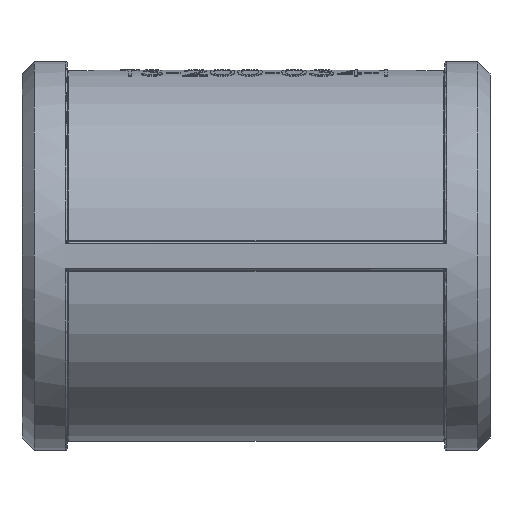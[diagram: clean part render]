
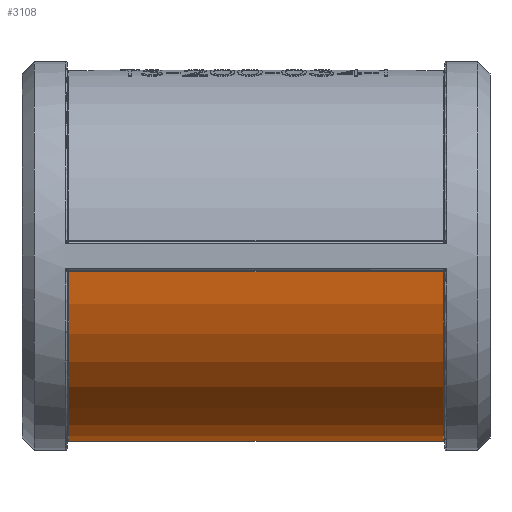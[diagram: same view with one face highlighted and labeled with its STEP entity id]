
A CAD part, front view. The second image highlights one B-rep face of the part: STEP entity #3108.
In plain terms, the highlighted cylindrical face has radius 33 mm (diameter 66 mm), a partial arc.
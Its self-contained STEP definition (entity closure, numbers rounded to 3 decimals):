
#2588 = EDGE_LOOP ( 'NONE', ( #24021, #24009, #24014, #23989, #23990, #24003, #24019 ) ) ;
#3108 = ADVANCED_FACE ( 'NONE', ( #18792 ), #18770, .T. ) ;
#4138 = CARTESIAN_POINT ( 'NONE',  ( 0., 27.924, -17.586 ) ) ;
#4284 = CARTESIAN_POINT ( 'NONE',  ( -2.786, 27.924, -17.586 ) ) ;
#4302 = CARTESIAN_POINT ( 'NONE',  ( -19.777, 32.783, -3.965 ) ) ;
#4330 = CARTESIAN_POINT ( 'NONE',  ( -8.321, 28.607, -16.554 ) ) ;
#4359 = CARTESIAN_POINT ( 'NONE',  ( -18.697, 32.29, -7.466 ) ) ;
#4381 = CARTESIAN_POINT ( 'NONE',  ( -15.002, 30.716, -12.486 ) ) ;
#4389 = CARTESIAN_POINT ( 'NONE',  ( -19.996, 32.883, -2.775 ) ) ;
#4394 = CARTESIAN_POINT ( 'NONE',  ( 19.558, 32.682, -5.155 ) ) ;
#4406 = CARTESIAN_POINT ( 'NONE',  ( 0., 32.883, -2.775 ) ) ;
#4419 = CARTESIAN_POINT ( 'NONE',  ( 19.996, 32.883, -2.775 ) ) ;
#4428 = DIRECTION ( 'NONE',  ( -1., 0., 0. ) ) ;
#4431 = LINE ( 'NONE', #4433, #18522 ) ;
#4433 = CARTESIAN_POINT ( 'NONE',  ( 0., -32.883, -2.775 ) ) ;
#4456 = LINE ( 'NONE', #4406, #18546 ) ;
#4459 = DIRECTION ( 'NONE',  ( 1., 0., 0. ) ) ;
#4502 = CARTESIAN_POINT ( 'NONE',  ( 1.393, 27.924, -17.586 ) ) ;
#4507 = CARTESIAN_POINT ( 'NONE',  ( 17.541, 31.757, -9.691 ) ) ;
#4509 = CARTESIAN_POINT ( 'NONE',  ( 0., 32.883, -2.775 ) ) ;
#4513 = CARTESIAN_POINT ( 'NONE',  ( 5.58, 28.164, -17.207 ) ) ;
#4519 = DIRECTION ( 'NONE',  ( -1., 0., 0. ) ) ;
#4530 = CARTESIAN_POINT ( 'NONE',  ( 11.909, 29.612, -14.792 ) ) ;
#4532 = LINE ( 'NONE', #4509, #18529 ) ;
#4537 = CARTESIAN_POINT ( 'NONE',  ( 0., 27.924, -17.586 ) ) ;
#4547 = CARTESIAN_POINT ( 'NONE',  ( -33.2, 0., 0. ) ) ;
#4549 = DIRECTION ( 'NONE',  ( -1., 0., 0. ) ) ;
#4564 = DIRECTION ( 'NONE',  ( 0., 0., -1. ) ) ;
#4571 = CARTESIAN_POINT ( 'NONE',  ( 33.2, 0., 0. ) ) ;
#4573 = DIRECTION ( 'NONE',  ( 0., 0., -1. ) ) ;
#4576 = DIRECTION ( 'NONE',  ( 1., 0., 0. ) ) ;
#8452 = CARTESIAN_POINT ( 'NONE',  ( -33.2, 32.883, -2.775 ) ) ;
#8478 = CARTESIAN_POINT ( 'NONE',  ( 19.996, 32.883, -2.775 ) ) ;
#8487 = CARTESIAN_POINT ( 'NONE',  ( -19.996, 32.883, -2.775 ) ) ;
#8489 = CARTESIAN_POINT ( 'NONE',  ( 0., 27.924, -17.586 ) ) ;
#8490 = CARTESIAN_POINT ( 'NONE',  ( 33.2, 32.883, -2.775 ) ) ;
#8538 = CARTESIAN_POINT ( 'NONE',  ( -33.2, -32.883, -2.775 ) ) ;
#8589 = CARTESIAN_POINT ( 'NONE',  ( 33.2, -32.883, -2.775 ) ) ;
#16238 = EDGE_CURVE ( 'NONE', #21787, #21818, #26760, .T. ) ;
#16245 = EDGE_CURVE ( 'NONE', #21818, #21786, #4456, .T. ) ;
#16246 = EDGE_CURVE ( 'NONE', #21836, #21835, #4431, .T. ) ;
#16248 = EDGE_CURVE ( 'NONE', #21802, #21787, #26783, .T. ) ;
#16249 = EDGE_CURVE ( 'NONE', #21822, #21802, #4532, .T. ) ;
#16251 = EDGE_CURVE ( 'NONE', #21835, #21822, #18545, .T. ) ;
#16253 = EDGE_CURVE ( 'NONE', #21786, #21836, #18530, .T. ) ;
#18522 = VECTOR ( 'NONE', #4459, 1000. ) ;
#18529 = VECTOR ( 'NONE', #4519, 1000. ) ;
#18530 = CIRCLE ( 'NONE', #18532, 33. ) ;
#18532 = AXIS2_PLACEMENT_3D ( 'NONE', #4547, #4549, #4573 ) ;
#18544 = AXIS2_PLACEMENT_3D ( 'NONE', #4571, #4576, #4564 ) ;
#18545 = CIRCLE ( 'NONE', #18544, 33. ) ;
#18546 = VECTOR ( 'NONE', #4428, 1000. ) ;
#18770 = CYLINDRICAL_SURFACE ( 'NONE', #28349, 33. ) ;
#18773 = DIRECTION ( 'NONE',  ( 1., 0., 0. ) ) ;
#18775 = DIRECTION ( 'NONE',  ( 0., -1., 0. ) ) ;
#18781 = CARTESIAN_POINT ( 'NONE',  ( 0., 0., 0. ) ) ;
#18792 = FACE_OUTER_BOUND ( 'NONE', #2588, .T. ) ;
#21786 = VERTEX_POINT ( 'NONE', #8452 ) ;
#21787 = VERTEX_POINT ( 'NONE', #8489 ) ;
#21802 = VERTEX_POINT ( 'NONE', #8478 ) ;
#21818 = VERTEX_POINT ( 'NONE', #8487 ) ;
#21822 = VERTEX_POINT ( 'NONE', #8490 ) ;
#21835 = VERTEX_POINT ( 'NONE', #8589 ) ;
#21836 = VERTEX_POINT ( 'NONE', #8538 ) ;
#23989 = ORIENTED_EDGE ( 'NONE', *, *, #16245, .F. ) ;
#23990 = ORIENTED_EDGE ( 'NONE', *, *, #16238, .F. ) ;
#24003 = ORIENTED_EDGE ( 'NONE', *, *, #16248, .F. ) ;
#24009 = ORIENTED_EDGE ( 'NONE', *, *, #16246, .F. ) ;
#24014 = ORIENTED_EDGE ( 'NONE', *, *, #16253, .F. ) ;
#24019 = ORIENTED_EDGE ( 'NONE', *, *, #16249, .F. ) ;
#24021 = ORIENTED_EDGE ( 'NONE', *, *, #16251, .F. ) ;
#26760 = B_SPLINE_CURVE_WITH_KNOTS ( 'NONE', 3,
 ( #4138, #4284, #4330, #4381, #4359, #4302, #4389 ),
 .UNSPECIFIED., .F., .F.,
 ( 4, 1, 1, 1, 4 ),
 ( 0., 0.286, 0.571, 0.857, 1. ),
 .UNSPECIFIED. ) ;
#26783 = B_SPLINE_CURVE_WITH_KNOTS ( 'NONE', 3,
 ( #4419, #4394, #4507, #4530, #4513, #4502, #4537 ),
 .UNSPECIFIED., .F., .F.,
 ( 4, 1, 1, 1, 4 ),
 ( 0., 0.286, 0.571, 0.857, 1. ),
 .UNSPECIFIED. ) ;
#28349 = AXIS2_PLACEMENT_3D ( 'NONE', #18781, #18773, #18775 ) ;
